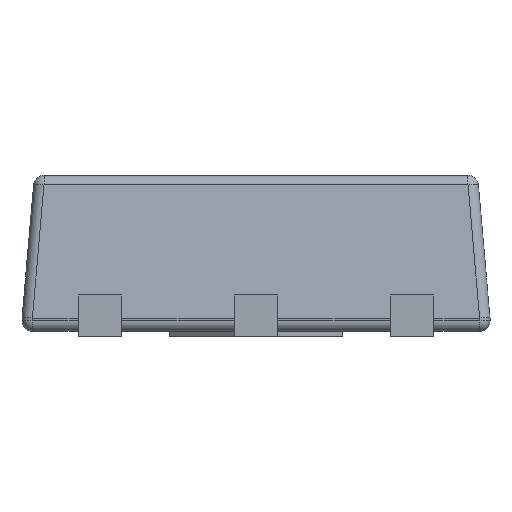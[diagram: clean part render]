
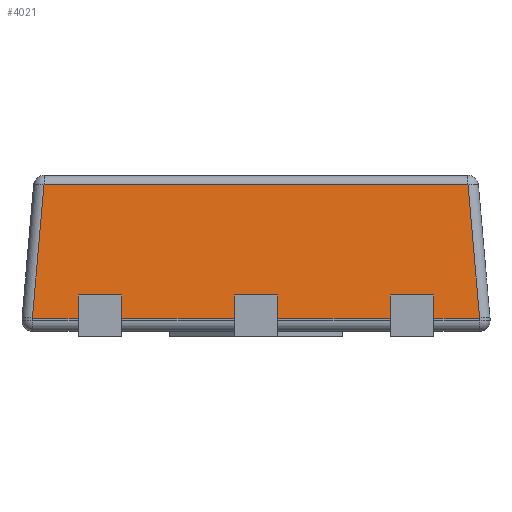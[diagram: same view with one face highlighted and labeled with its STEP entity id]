
A CAD part, left-side view. The second image highlights one B-rep face of the part: STEP entity #4021.
In plain terms, the highlighted planar face has unit normal (-0.996, 0, 0.087).
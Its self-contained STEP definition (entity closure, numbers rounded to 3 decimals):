
#267=FACE_OUTER_BOUND('',#485,.T.);
#485=EDGE_LOOP('',(#3251,#3252,#3253,#3254,#3255,#3256,#3257,#3258,#3259,
#3260,#3261,#3262,#3263,#3264,#3265,#3266,#3267,#3268));
#863=LINE('',#6024,#1361);
#889=LINE('',#6114,#1387);
#895=LINE('',#6141,#1393);
#903=LINE('',#6170,#1401);
#906=LINE('',#6176,#1404);
#914=LINE('',#6191,#1412);
#933=LINE('',#6232,#1431);
#934=LINE('',#6234,#1432);
#935=LINE('',#6236,#1433);
#936=LINE('',#6238,#1434);
#937=LINE('',#6240,#1435);
#938=LINE('',#6242,#1436);
#939=LINE('',#6244,#1437);
#940=LINE('',#6245,#1438);
#941=LINE('',#6247,#1439);
#942=LINE('',#6249,#1440);
#943=LINE('',#6251,#1441);
#944=LINE('',#6252,#1442);
#1361=VECTOR('',#4908,1.08);
#1387=VECTOR('',#4998,0.);
#1393=VECTOR('',#5028,4.077);
#1401=VECTOR('',#5066,1.29);
#1404=VECTOR('',#5071,1.29);
#1412=VECTOR('',#5085,0.);
#1431=VECTOR('',#5124,0.44);
#1432=VECTOR('',#5125,0.222);
#1433=VECTOR('',#5126,0.42);
#1434=VECTOR('',#5127,0.222);
#1435=VECTOR('',#5128,1.08);
#1436=VECTOR('',#5129,0.222);
#1437=VECTOR('',#5130,0.42);
#1438=VECTOR('',#5131,0.222);
#1439=VECTOR('',#5132,0.222);
#1440=VECTOR('',#5133,0.42);
#1441=VECTOR('',#5134,0.222);
#1442=VECTOR('',#5135,0.44);
#1761=VERTEX_POINT('',#6021);
#1762=VERTEX_POINT('',#6023);
#1793=VERTEX_POINT('',#6111);
#1794=VERTEX_POINT('',#6113);
#1797=VERTEX_POINT('',#6120);
#1802=VERTEX_POINT('',#6135);
#1811=VERTEX_POINT('',#6175);
#1814=VERTEX_POINT('',#6186);
#1827=VERTEX_POINT('',#6231);
#1828=VERTEX_POINT('',#6233);
#1829=VERTEX_POINT('',#6235);
#1830=VERTEX_POINT('',#6237);
#1831=VERTEX_POINT('',#6239);
#1832=VERTEX_POINT('',#6241);
#1833=VERTEX_POINT('',#6243);
#1834=VERTEX_POINT('',#6246);
#1835=VERTEX_POINT('',#6248);
#1836=VERTEX_POINT('',#6250);
#2223=EDGE_CURVE('',#1762,#1761,#863,.T.);
#2268=EDGE_CURVE('',#1794,#1793,#889,.T.);
#2282=EDGE_CURVE('',#1802,#1797,#895,.T.);
#2297=EDGE_CURVE('',#1794,#1802,#903,.T.);
#2300=EDGE_CURVE('',#1797,#1811,#906,.T.);
#2309=EDGE_CURVE('',#1814,#1811,#914,.T.);
#2329=EDGE_CURVE('',#1793,#1827,#933,.T.);
#2330=EDGE_CURVE('',#1828,#1827,#934,.T.);
#2331=EDGE_CURVE('',#1829,#1828,#935,.T.);
#2332=EDGE_CURVE('',#1830,#1829,#936,.T.);
#2333=EDGE_CURVE('',#1830,#1831,#937,.T.);
#2334=EDGE_CURVE('',#1832,#1831,#938,.T.);
#2335=EDGE_CURVE('',#1833,#1832,#939,.T.);
#2336=EDGE_CURVE('',#1762,#1833,#940,.T.);
#2337=EDGE_CURVE('',#1834,#1761,#941,.T.);
#2338=EDGE_CURVE('',#1835,#1834,#942,.T.);
#2339=EDGE_CURVE('',#1836,#1835,#943,.T.);
#2340=EDGE_CURVE('',#1836,#1814,#944,.T.);
#3251=ORIENTED_EDGE('',*,*,#2297,.F.);
#3252=ORIENTED_EDGE('',*,*,#2268,.T.);
#3253=ORIENTED_EDGE('',*,*,#2329,.T.);
#3254=ORIENTED_EDGE('',*,*,#2330,.F.);
#3255=ORIENTED_EDGE('',*,*,#2331,.F.);
#3256=ORIENTED_EDGE('',*,*,#2332,.F.);
#3257=ORIENTED_EDGE('',*,*,#2333,.T.);
#3258=ORIENTED_EDGE('',*,*,#2334,.F.);
#3259=ORIENTED_EDGE('',*,*,#2335,.F.);
#3260=ORIENTED_EDGE('',*,*,#2336,.F.);
#3261=ORIENTED_EDGE('',*,*,#2223,.T.);
#3262=ORIENTED_EDGE('',*,*,#2337,.F.);
#3263=ORIENTED_EDGE('',*,*,#2338,.F.);
#3264=ORIENTED_EDGE('',*,*,#2339,.F.);
#3265=ORIENTED_EDGE('',*,*,#2340,.T.);
#3266=ORIENTED_EDGE('',*,*,#2309,.T.);
#3267=ORIENTED_EDGE('',*,*,#2300,.F.);
#3268=ORIENTED_EDGE('',*,*,#2282,.F.);
#3657=PLANE('',#4270);
#4021=ADVANCED_FACE('',(#267),#3657,.T.);
#4270=AXIS2_PLACEMENT_3D('',#6230,#5122,#5123);
#4908=DIRECTION('',(0.,-1.,0.));
#4998=DIRECTION('',(0.,-1.,0.));
#5028=DIRECTION('',(0.,-1.,0.));
#5066=DIRECTION('',(0.087,-0.087,0.992));
#5071=DIRECTION('',(-0.087,-0.087,-0.992));
#5085=DIRECTION('',(0.,-1.,0.));
#5122=DIRECTION('center_axis',(-0.996,0.,
0.087));
#5123=DIRECTION('ref_axis',(0.087,0.,0.996));
#5124=DIRECTION('',(0.,-1.,0.));
#5125=DIRECTION('',(-0.087,0.,-0.996));
#5126=DIRECTION('',(0.,1.,0.));
#5127=DIRECTION('',(0.087,0.,0.996));
#5128=DIRECTION('',(0.,-1.,0.));
#5129=DIRECTION('',(-0.087,0.,-0.996));
#5130=DIRECTION('',(0.,1.,0.));
#5131=DIRECTION('',(0.087,0.,0.996));
#5132=DIRECTION('',(-0.087,0.,-0.996));
#5133=DIRECTION('',(0.,1.,0.));
#5134=DIRECTION('',(0.087,0.,0.996));
#5135=DIRECTION('',(0.,-1.,0.));
#6021=CARTESIAN_POINT('',(-1.225,-1.29,0.178));
#6023=CARTESIAN_POINT('',(-1.225,-0.21,0.178));
#6024=CARTESIAN_POINT('',(-1.225,1.125,0.178));
#6111=CARTESIAN_POINT('',(-1.225,2.15,0.178));
#6113=CARTESIAN_POINT('',(-1.225,2.15,0.178));
#6114=CARTESIAN_POINT('',(-1.225,1.125,0.178));
#6120=CARTESIAN_POINT('',(-1.113,-2.038,1.459));
#6135=CARTESIAN_POINT('',(-1.113,2.038,1.459));
#6141=CARTESIAN_POINT('',(-1.113,0.563,1.459));
#6170=CARTESIAN_POINT('',(-1.155,2.08,0.978));
#6175=CARTESIAN_POINT('',(-1.225,-2.15,0.178));
#6176=CARTESIAN_POINT('',(-1.151,-2.077,1.022));
#6186=CARTESIAN_POINT('',(-1.225,-2.15,0.178));
#6191=CARTESIAN_POINT('',(-1.225,1.125,0.178));
#6230=CARTESIAN_POINT('Origin',(-1.165,1.125,0.864));
#6231=CARTESIAN_POINT('',(-1.225,1.71,0.178));
#6232=CARTESIAN_POINT('',(-1.225,1.125,0.178));
#6233=CARTESIAN_POINT('',(-1.206,1.71,0.4));
#6234=CARTESIAN_POINT('',(-1.202,1.71,0.443));
#6235=CARTESIAN_POINT('',(-1.206,1.29,0.4));
#6236=CARTESIAN_POINT('',(-1.206,1.313,0.4));
#6237=CARTESIAN_POINT('',(-1.225,1.29,0.178));
#6238=CARTESIAN_POINT('',(-1.206,1.29,0.397));
#6239=CARTESIAN_POINT('',(-1.225,0.21,0.178));
#6240=CARTESIAN_POINT('',(-1.225,1.125,0.178));
#6241=CARTESIAN_POINT('',(-1.206,0.21,0.4));
#6242=CARTESIAN_POINT('',(-1.202,0.21,0.443));
#6243=CARTESIAN_POINT('',(-1.206,-0.21,0.4));
#6244=CARTESIAN_POINT('',(-1.206,0.563,0.4));
#6245=CARTESIAN_POINT('',(-1.206,-0.21,0.397));
#6246=CARTESIAN_POINT('',(-1.206,-1.29,0.4));
#6247=CARTESIAN_POINT('',(-1.202,-1.29,0.443));
#6248=CARTESIAN_POINT('',(-1.206,-1.71,0.4));
#6249=CARTESIAN_POINT('',(-1.206,-0.188,0.4));
#6250=CARTESIAN_POINT('',(-1.225,-1.71,0.178));
#6251=CARTESIAN_POINT('',(-1.206,-1.71,0.397));
#6252=CARTESIAN_POINT('',(-1.225,1.125,0.178));
